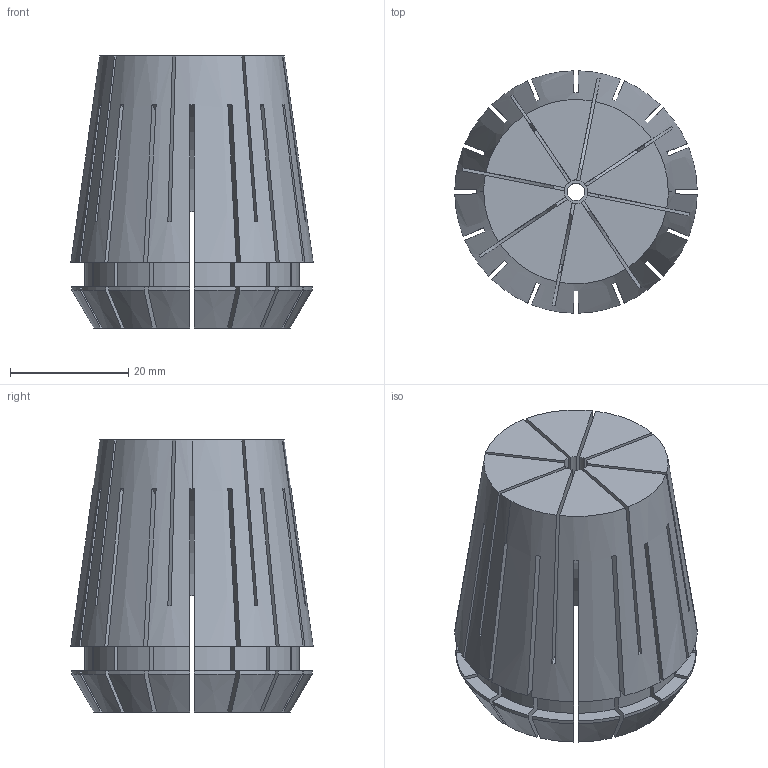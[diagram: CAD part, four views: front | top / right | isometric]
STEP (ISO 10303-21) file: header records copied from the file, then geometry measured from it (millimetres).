
FILE_DESCRIPTION (( 'STEP AP203' ), '1' );
FILE_NAME ('STP-5250-112-040-003-0(04441-03).STEP', '2022-08-09T01:11:34', ( '' ), ( '' ), 'SwSTEP 2.0', 'SolidWorks 2017', '' );
FILE_SCHEMA (( 'CONFIG_CONTROL_DESIGN' ));
Length unit declared in the file: millimetre
Products named in the file (1): STP-5250-112-040-003-0(04441-03)
Bounding box: 40.99 x 40.99 x 46 mm (x, y, z)
Volume: 39477.4 mm3; surface area: 30169 mm2
Topology: 1 solids, 1 shells, 214 faces, 648 edges, 432 vertices
Faces by surface type: plane 103, cylinder 93, cone 18
Entity records: 7689 total; most frequent: CARTESIAN_POINT 1833, ORIENTED_EDGE 1296, DIRECTION 1172, EDGE_CURVE 648, AXIS2_PLACEMENT_3D 451, VERTEX_POINT 432, LINE 270, VECTOR 270
